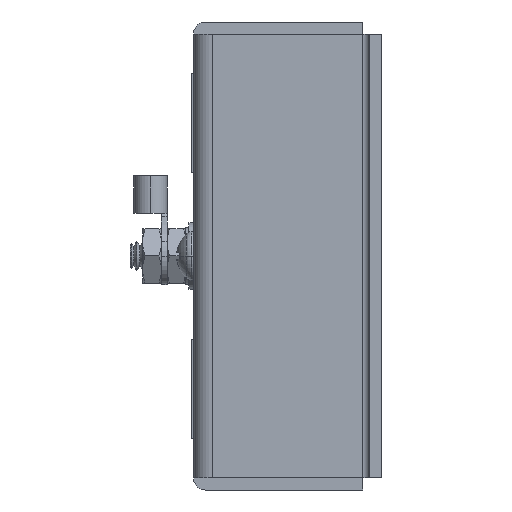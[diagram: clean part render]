
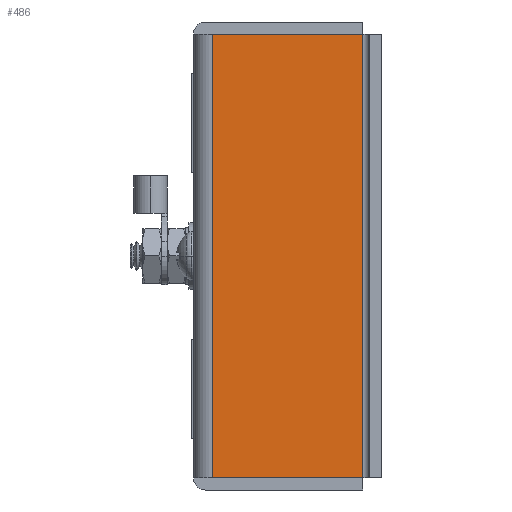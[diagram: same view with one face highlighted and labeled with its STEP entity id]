
A CAD part, left-side view. The second image highlights one B-rep face of the part: STEP entity #486.
In plain terms, the highlighted planar face has unit normal (-1, 0, 0).
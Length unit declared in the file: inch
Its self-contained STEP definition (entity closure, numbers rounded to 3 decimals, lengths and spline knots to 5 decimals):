
#486 = ADVANCED_FACE ( 'NONE', ( #668 ), #9287, .F. ) ;
#596 = LINE ( 'NONE', #22636, #17586 ) ;
#668 = FACE_OUTER_BOUND ( 'NONE', #6025, .T. ) ;
#1366 = CARTESIAN_POINT ( 'NONE',  ( -3., -0.125, 1.475 ) ) ;
#2203 = VERTEX_POINT ( 'NONE', #24522 ) ;
#2558 = DIRECTION ( 'NONE',  ( 1., 0., 0. ) ) ;
#3189 = LINE ( 'NONE', #12072, #11080 ) ;
#4231 = CARTESIAN_POINT ( 'NONE',  ( -3., -0.125, 1.475 ) ) ;
#5076 = VERTEX_POINT ( 'NONE', #1366 ) ;
#5199 = DIRECTION ( 'NONE',  ( 0., 0., -1. ) ) ;
#5332 = CARTESIAN_POINT ( 'NONE',  ( -3., -1.125, 1.475 ) ) ;
#5519 = VECTOR ( 'NONE', #5199, 39.37008 ) ;
#6025 = EDGE_LOOP ( 'NONE', ( #26898, #21679, #23659, #11755 ) ) ;
#7869 = DIRECTION ( 'NONE',  ( 0., -1., 0. ) ) ;
#9287 = PLANE ( 'NONE',  #16512 ) ;
#9551 = DIRECTION ( 'NONE',  ( 0., 1., 0. ) ) ;
#10301 = VECTOR ( 'NONE', #12980, 39.37008 ) ;
#11080 = VECTOR ( 'NONE', #7869, 39.37008 ) ;
#11755 = ORIENTED_EDGE ( 'NONE', *, *, #15518, .T. ) ;
#12072 = CARTESIAN_POINT ( 'NONE',  ( -3., -0.125, -1.475 ) ) ;
#12980 = DIRECTION ( 'NONE',  ( 0., 0., -1. ) ) ;
#14557 = EDGE_CURVE ( 'NONE', #15013, #2203, #20636, .T. ) ;
#15013 = VERTEX_POINT ( 'NONE', #18287 ) ;
#15518 = EDGE_CURVE ( 'NONE', #5076, #18808, #21753, .T. ) ;
#15833 = CARTESIAN_POINT ( 'NONE',  ( -3., -0.125, 1.475 ) ) ;
#16512 = AXIS2_PLACEMENT_3D ( 'NONE', #15833, #2558, #9551 ) ;
#17586 = VECTOR ( 'NONE', #26373, 39.37008 ) ;
#18287 = CARTESIAN_POINT ( 'NONE',  ( -3., -1.125, 1.475 ) ) ;
#18808 = VERTEX_POINT ( 'NONE', #25031 ) ;
#20636 = LINE ( 'NONE', #5332, #5519 ) ;
#21121 = EDGE_CURVE ( 'NONE', #5076, #15013, #596, .T. ) ;
#21679 = ORIENTED_EDGE ( 'NONE', *, *, #14557, .F. ) ;
#21753 = LINE ( 'NONE', #4231, #10301 ) ;
#22636 = CARTESIAN_POINT ( 'NONE',  ( -3., -0.125, 1.475 ) ) ;
#23659 = ORIENTED_EDGE ( 'NONE', *, *, #21121, .F. ) ;
#23907 = EDGE_CURVE ( 'NONE', #18808, #2203, #3189, .T. ) ;
#24522 = CARTESIAN_POINT ( 'NONE',  ( -3., -1.125, -1.475 ) ) ;
#25031 = CARTESIAN_POINT ( 'NONE',  ( -3., -0.125, -1.475 ) ) ;
#26373 = DIRECTION ( 'NONE',  ( 0., -1., 0. ) ) ;
#26898 = ORIENTED_EDGE ( 'NONE', *, *, #23907, .T. ) ;
